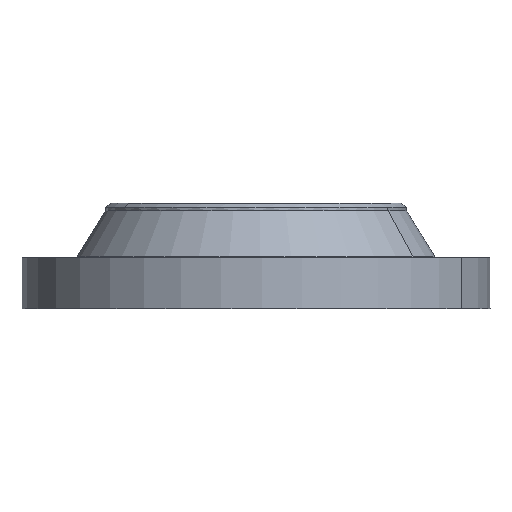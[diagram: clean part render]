
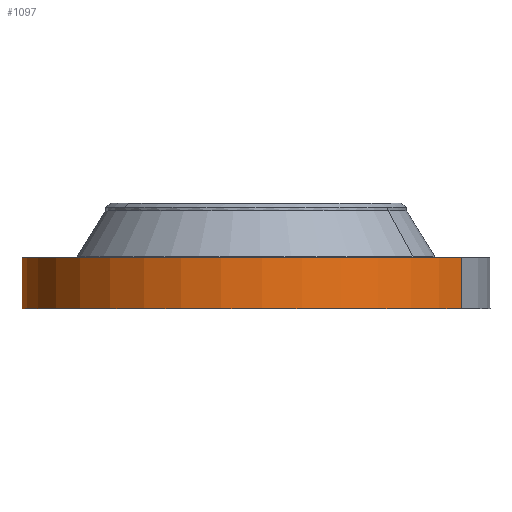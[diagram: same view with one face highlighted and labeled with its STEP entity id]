
A CAD part, left-side view. The second image highlights one B-rep face of the part: STEP entity #1097.
In plain terms, the highlighted cylindrical face has radius 434.975 mm (diameter 869.95 mm), a partial arc.
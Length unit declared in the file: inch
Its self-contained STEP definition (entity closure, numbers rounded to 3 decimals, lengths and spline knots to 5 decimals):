
#131=AXIS2_PLACEMENT_3D('Circle Axis2P3D',#129,#130,$) ;
#607=AXIS2_PLACEMENT_3D('Circle Axis2P3D',#605,#606,$) ;
#1079=AXIS2_PLACEMENT_3D('Cylinder Axis2P3D',#1076,#1077,#1078) ;
#129=CARTESIAN_POINT('Axis2P3D Location',(0.,0.,0.)) ;
#133=CARTESIAN_POINT('Vertex',(-8.21016,-15.0286,0.)) ;
#135=CARTESIAN_POINT('Vertex',(8.21016,15.0286,0.)) ;
#600=CARTESIAN_POINT('Vertex',(8.21016,15.0286,3.75)) ;
#602=CARTESIAN_POINT('Vertex',(-8.21016,-15.0286,3.75)) ;
#605=CARTESIAN_POINT('Axis2P3D Location',(0.,0.,3.75)) ;
#1076=CARTESIAN_POINT('Axis2P3D Location',(0.,0.,3.875)) ;
#1081=CARTESIAN_POINT('Line Origine',(-8.21016,-15.0286,1.875)) ;
#1086=CARTESIAN_POINT('Line Origine',(8.21016,15.0286,1.875)) ;
#130=DIRECTION('Axis2P3D Direction',(0.,0.,-0.039)) ;
#606=DIRECTION('Axis2P3D Direction',(0.,0.,-0.039)) ;
#1077=DIRECTION('Axis2P3D Direction',(0.,0.,-0.039)) ;
#1078=DIRECTION('Axis2P3D XDirection',(-0.019,-0.035,0.)) ;
#1082=DIRECTION('Vector Direction',(0.,0.,-0.039)) ;
#1087=DIRECTION('Vector Direction',(0.,0.,-0.039)) ;
#1083=VECTOR('Line Direction',#1082,0.03937) ;
#1088=VECTOR('Line Direction',#1087,0.03937) ;
#1092=ORIENTED_EDGE('',*,*,#137,.F.) ;
#1093=ORIENTED_EDGE('',*,*,#1085,.T.) ;
#1094=ORIENTED_EDGE('',*,*,#609,.T.) ;
#1095=ORIENTED_EDGE('',*,*,#1090,.F.) ;
#1097=ADVANCED_FACE('PartBody',(#1096),#1080,.T.) ;
#132=CIRCLE('generated circle',#131,17.125) ;
#608=CIRCLE('generated circle',#607,17.125) ;
#1080=CYLINDRICAL_SURFACE('generated cylinder',#1079,17.125) ;
#137=EDGE_CURVE('',#134,#136,#132,.T.) ;
#609=EDGE_CURVE('',#603,#601,#608,.T.) ;
#1085=EDGE_CURVE('',#134,#603,#1084,.F.) ;
#1090=EDGE_CURVE('',#136,#601,#1089,.F.) ;
#1091=EDGE_LOOP('',(#1092,#1093,#1094,#1095)) ;
#1096=FACE_OUTER_BOUND('',#1091,.T.) ;
#1084=LINE('Line',#1081,#1083) ;
#1089=LINE('Line',#1086,#1088) ;
#134=VERTEX_POINT('',#133) ;
#136=VERTEX_POINT('',#135) ;
#601=VERTEX_POINT('',#600) ;
#603=VERTEX_POINT('',#602) ;
